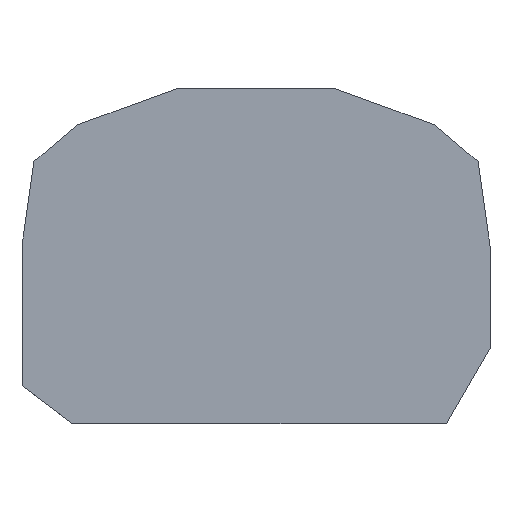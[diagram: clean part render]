
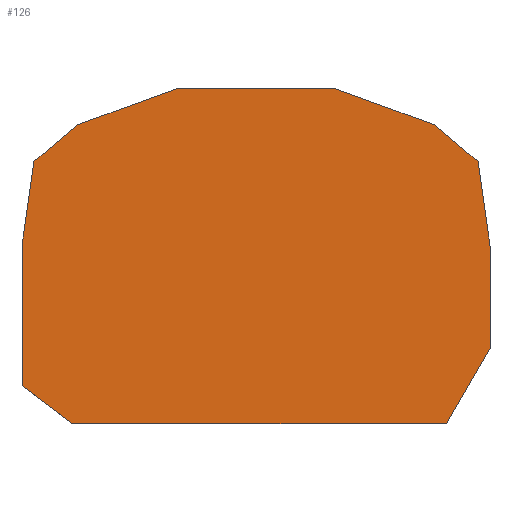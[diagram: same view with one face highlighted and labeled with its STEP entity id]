
A CAD part, top view. The second image highlights one B-rep face of the part: STEP entity #126.
In plain terms, the highlighted planar face has unit normal (0, 0, 1).
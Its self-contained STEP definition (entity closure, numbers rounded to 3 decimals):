
#126=ADVANCED_FACE('',(#166),#152,.T.);
#152=PLANE('',#531);
#166=FACE_OUTER_BOUND('',#192,.T.);
#192=EDGE_LOOP('',(#233,#234,#235,#236,#237,#238,#239,#240,#241,#242,#243,
#244));
#233=ORIENTED_EDGE('',*,*,#386,.T.);
#234=ORIENTED_EDGE('',*,*,#387,.T.);
#235=ORIENTED_EDGE('',*,*,#388,.T.);
#236=ORIENTED_EDGE('',*,*,#389,.T.);
#237=ORIENTED_EDGE('',*,*,#390,.T.);
#238=ORIENTED_EDGE('',*,*,#391,.T.);
#239=ORIENTED_EDGE('',*,*,#375,.T.);
#240=ORIENTED_EDGE('',*,*,#372,.F.);
#241=ORIENTED_EDGE('',*,*,#385,.T.);
#242=ORIENTED_EDGE('',*,*,#392,.T.);
#243=ORIENTED_EDGE('',*,*,#382,.T.);
#244=ORIENTED_EDGE('',*,*,#379,.F.);
#334=VERTEX_POINT('',#693);
#336=VERTEX_POINT('',#697);
#338=VERTEX_POINT('',#702);
#340=VERTEX_POINT('',#708);
#342=VERTEX_POINT('',#712);
#344=VERTEX_POINT('',#717);
#346=VERTEX_POINT('',#724);
#347=VERTEX_POINT('',#728);
#348=VERTEX_POINT('',#730);
#349=VERTEX_POINT('',#732);
#350=VERTEX_POINT('',#734);
#351=VERTEX_POINT('',#736);
#372=EDGE_CURVE('',#336,#334,#432,.T.);
#375=EDGE_CURVE('',#338,#334,#435,.T.);
#379=EDGE_CURVE('',#342,#340,#439,.T.);
#382=EDGE_CURVE('',#344,#340,#442,.T.);
#385=EDGE_CURVE('',#336,#346,#445,.T.);
#386=EDGE_CURVE('',#342,#347,#446,.T.);
#387=EDGE_CURVE('',#347,#348,#447,.T.);
#388=EDGE_CURVE('',#348,#349,#448,.T.);
#389=EDGE_CURVE('',#349,#350,#449,.T.);
#390=EDGE_CURVE('',#350,#351,#450,.T.);
#391=EDGE_CURVE('',#351,#338,#451,.T.);
#392=EDGE_CURVE('',#346,#344,#452,.T.);
#432=LINE('',#698,#480);
#435=LINE('',#704,#483);
#439=LINE('',#713,#487);
#442=LINE('',#719,#490);
#445=LINE('',#725,#493);
#446=LINE('',#727,#494);
#447=LINE('',#729,#495);
#448=LINE('',#731,#496);
#449=LINE('',#733,#497);
#450=LINE('',#735,#498);
#451=LINE('',#737,#499);
#452=LINE('',#738,#500);
#480=VECTOR('',#569,1.);
#483=VECTOR('',#574,1.);
#487=VECTOR('',#580,1.);
#490=VECTOR('',#585,1.);
#493=VECTOR('',#590,1.);
#494=VECTOR('',#593,1.);
#495=VECTOR('',#594,1.);
#496=VECTOR('',#595,1.);
#497=VECTOR('',#596,1.);
#498=VECTOR('',#597,1.);
#499=VECTOR('',#598,1.);
#500=VECTOR('',#599,1.);
#531=AXIS2_PLACEMENT_3D('',#739,#600,#601);
#569=DIRECTION('',(0.,1.,0.));
#574=DIRECTION('',(-0.139,-0.99,0.));
#580=DIRECTION('',(0.,-1.,0.));
#585=DIRECTION('',(0.5,0.866,0.));
#590=DIRECTION('',(0.799,-0.602,0.));
#593=DIRECTION('',(-0.139,0.99,0.));
#594=DIRECTION('',(-0.766,0.643,0.));
#595=DIRECTION('',(-0.94,0.342,0.));
#596=DIRECTION('',(-1.,0.,0.));
#597=DIRECTION('',(-0.94,-0.342,0.));
#598=DIRECTION('',(-0.766,-0.643,0.));
#599=DIRECTION('',(1.,0.,0.));
#600=DIRECTION('',(0.,0.,1.));
#601=DIRECTION('',(1.,0.,0.));
#693=CARTESIAN_POINT('',(-20.,15.5,0.));
#697=CARTESIAN_POINT('',(-20.,3.55,0.));
#698=CARTESIAN_POINT('',(-20.,3.55,0.));
#702=CARTESIAN_POINT('',(-18.985,22.719,0.));
#704=CARTESIAN_POINT('',(-18.985,22.719,0.));
#708=CARTESIAN_POINT('',(20.,6.75,0.));
#712=CARTESIAN_POINT('',(20.,15.5,0.));
#713=CARTESIAN_POINT('',(20.,15.5,0.));
#717=CARTESIAN_POINT('',(16.276,0.3,0.));
#719=CARTESIAN_POINT('',(16.276,0.3,0.));
#724=CARTESIAN_POINT('',(-15.687,0.3,0.));
#725=CARTESIAN_POINT('',(-20.,3.55,0.));
#727=CARTESIAN_POINT('',(20.,15.5,0.));
#728=CARTESIAN_POINT('',(18.985,22.719,0.));
#729=CARTESIAN_POINT('',(18.985,22.719,0.));
#730=CARTESIAN_POINT('',(15.232,25.868,0.));
#731=CARTESIAN_POINT('',(15.232,25.868,0.));
#732=CARTESIAN_POINT('',(6.628,29.,0.));
#733=CARTESIAN_POINT('',(6.628,29.,0.));
#734=CARTESIAN_POINT('',(-6.628,29.,0.));
#735=CARTESIAN_POINT('',(-6.628,29.,0.));
#736=CARTESIAN_POINT('',(-15.232,25.868,0.));
#737=CARTESIAN_POINT('',(-15.232,25.868,0.));
#738=CARTESIAN_POINT('',(-15.687,0.3,0.));
#739=CARTESIAN_POINT('',(0.,0.,0.));
